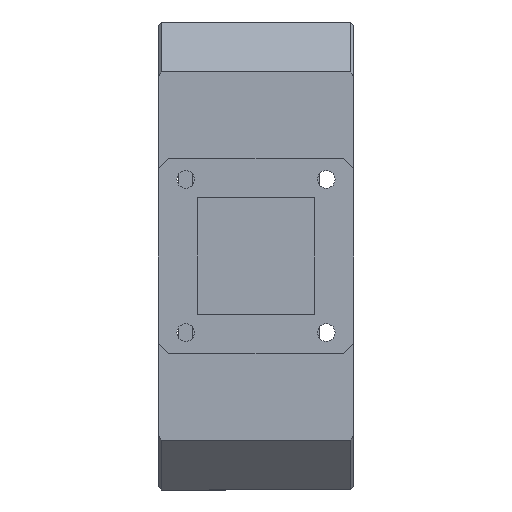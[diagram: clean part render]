
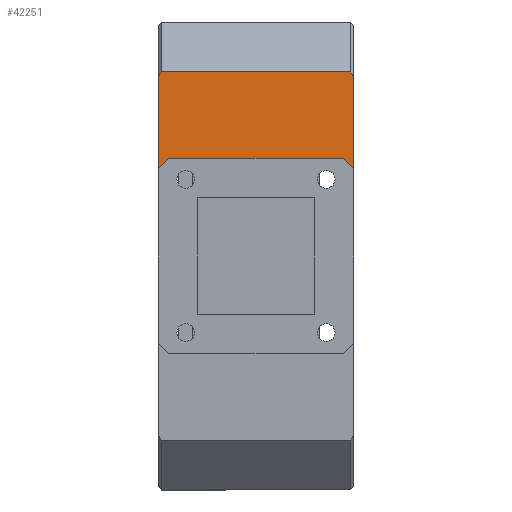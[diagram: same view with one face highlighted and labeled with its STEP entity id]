
A CAD part, left-side view. The second image highlights one B-rep face of the part: STEP entity #42251.
In plain terms, the highlighted planar face has unit normal (-1, 0, 0).
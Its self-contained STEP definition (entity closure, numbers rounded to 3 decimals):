
#122 = LINE ( 'NONE', #3719, #12591 ) ;
#247 = ORIENTED_EDGE ( 'NONE', *, *, #12063, .T. ) ;
#1019 = DIRECTION ( 'NONE',  ( 0., 0., -1. ) ) ;
#1676 = EDGE_CURVE ( 'NONE', #12578, #38260, #21871, .T. ) ;
#1788 = CARTESIAN_POINT ( 'NONE',  ( -65.532, -23.876, 21.273 ) ) ;
#3123 = EDGE_CURVE ( 'NONE', #32811, #33549, #122, .T. ) ;
#3719 = CARTESIAN_POINT ( 'NONE',  ( -65.532, -21.336, 23.813 ) ) ;
#4115 = VECTOR ( 'NONE', #23387, 1000. ) ;
#5068 = DIRECTION ( 'NONE',  ( 0., -0.577, -0.816 ) ) ;
#8332 = CARTESIAN_POINT ( 'NONE',  ( -65.532, -23.876, 43.88 ) ) ;
#8613 = PLANE ( 'NONE',  #27405 ) ;
#9283 = CARTESIAN_POINT ( 'NONE',  ( -65.532, -21.336, 23.813 ) ) ;
#9480 = ORIENTED_EDGE ( 'NONE', *, *, #37285, .F. ) ;
#10184 = CARTESIAN_POINT ( 'NONE',  ( -65.532, -23.114, 44.958 ) ) ;
#11329 = DIRECTION ( 'NONE',  ( -1., 0., 0. ) ) ;
#11713 = EDGE_CURVE ( 'NONE', #17489, #30525, #33456, .T. ) ;
#12063 = EDGE_CURVE ( 'NONE', #30525, #32811, #42846, .T. ) ;
#12189 = VECTOR ( 'NONE', #15275, 1000. ) ;
#12578 = VERTEX_POINT ( 'NONE', #10184 ) ;
#12591 = VECTOR ( 'NONE', #24341, 1000. ) ;
#14866 = VECTOR ( 'NONE', #16419, 1000. ) ;
#15275 = DIRECTION ( 'NONE',  ( 0., 0., 1. ) ) ;
#15545 = CARTESIAN_POINT ( 'NONE',  ( -65.532, 18.773, 51.098 ) ) ;
#15715 = ORIENTED_EDGE ( 'NONE', *, *, #3123, .T. ) ;
#15971 = CARTESIAN_POINT ( 'NONE',  ( -65.532, 23.876, 43.88 ) ) ;
#16419 = DIRECTION ( 'NONE',  ( 0., -1., 0. ) ) ;
#16608 = VERTEX_POINT ( 'NONE', #19678 ) ;
#17489 = VERTEX_POINT ( 'NONE', #20247 ) ;
#18087 = ORIENTED_EDGE ( 'NONE', *, *, #38754, .F. ) ;
#18845 = CARTESIAN_POINT ( 'NONE',  ( -65.532, 23.876, 0. ) ) ;
#19120 = LINE ( 'NONE', #15545, #27898 ) ;
#19678 = CARTESIAN_POINT ( 'NONE',  ( -65.532, 23.114, 44.958 ) ) ;
#19969 = CARTESIAN_POINT ( 'NONE',  ( -65.532, -23.876, 0. ) ) ;
#20247 = CARTESIAN_POINT ( 'NONE',  ( -65.532, 23.876, 21.273 ) ) ;
#20781 = LINE ( 'NONE', #28755, #39976 ) ;
#21871 = LINE ( 'NONE', #36174, #29342 ) ;
#22470 = DIRECTION ( 'NONE',  ( 0., -0.577, 0.816 ) ) ;
#23311 = DIRECTION ( 'NONE',  ( 0., 0., -1. ) ) ;
#23387 = DIRECTION ( 'NONE',  ( 0., -0.707, 0.707 ) ) ;
#23743 = ORIENTED_EDGE ( 'NONE', *, *, #39441, .F. ) ;
#24005 = CARTESIAN_POINT ( 'NONE',  ( -65.532, 21.336, 23.813 ) ) ;
#24018 = EDGE_CURVE ( 'NONE', #16608, #12578, #20781, .T. ) ;
#24095 = ORIENTED_EDGE ( 'NONE', *, *, #11713, .T. ) ;
#24341 = DIRECTION ( 'NONE',  ( 0., -0.707, -0.707 ) ) ;
#27405 = AXIS2_PLACEMENT_3D ( 'NONE', #31926, #11329, #1019 ) ;
#27898 = VECTOR ( 'NONE', #22470, 1000. ) ;
#28755 = CARTESIAN_POINT ( 'NONE',  ( -65.532, 0., 44.958 ) ) ;
#29342 = VECTOR ( 'NONE', #5068, 1000. ) ;
#30525 = VERTEX_POINT ( 'NONE', #24005 ) ;
#30784 = CARTESIAN_POINT ( 'NONE',  ( -65.532, 21.336, 23.813 ) ) ;
#31902 = VERTEX_POINT ( 'NONE', #15971 ) ;
#31926 = CARTESIAN_POINT ( 'NONE',  ( -65.532, 0., 0. ) ) ;
#32295 = LINE ( 'NONE', #18845, #12189 ) ;
#32590 = EDGE_LOOP ( 'NONE', ( #247, #15715, #9480, #39757, #41536, #23743, #18087, #24095 ) ) ;
#32811 = VERTEX_POINT ( 'NONE', #9283 ) ;
#33456 = LINE ( 'NONE', #30784, #4115 ) ;
#33549 = VERTEX_POINT ( 'NONE', #1788 ) ;
#34130 = VECTOR ( 'NONE', #23311, 1000. ) ;
#34507 = LINE ( 'NONE', #19969, #34130 ) ;
#35077 = FACE_OUTER_BOUND ( 'NONE', #32590, .T. ) ;
#36174 = CARTESIAN_POINT ( 'NONE',  ( -65.532, -18.773, 51.098 ) ) ;
#37285 = EDGE_CURVE ( 'NONE', #38260, #33549, #34507, .T. ) ;
#38220 = DIRECTION ( 'NONE',  ( 0., -1., 0. ) ) ;
#38260 = VERTEX_POINT ( 'NONE', #8332 ) ;
#38754 = EDGE_CURVE ( 'NONE', #17489, #31902, #32295, .T. ) ;
#39441 = EDGE_CURVE ( 'NONE', #31902, #16608, #19120, .T. ) ;
#39757 = ORIENTED_EDGE ( 'NONE', *, *, #1676, .F. ) ;
#39976 = VECTOR ( 'NONE', #38220, 1000. ) ;
#40571 = CARTESIAN_POINT ( 'NONE',  ( -65.532, -21.336, 23.813 ) ) ;
#41536 = ORIENTED_EDGE ( 'NONE', *, *, #24018, .F. ) ;
#42251 = ADVANCED_FACE ( 'NONE', ( #35077 ), #8613, .T. ) ;
#42846 = LINE ( 'NONE', #40571, #14866 ) ;
